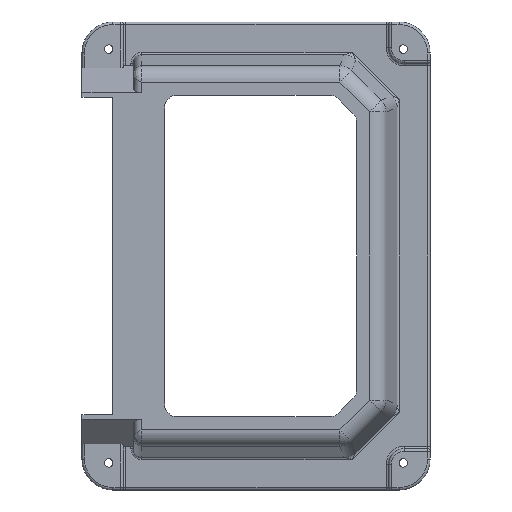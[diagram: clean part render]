
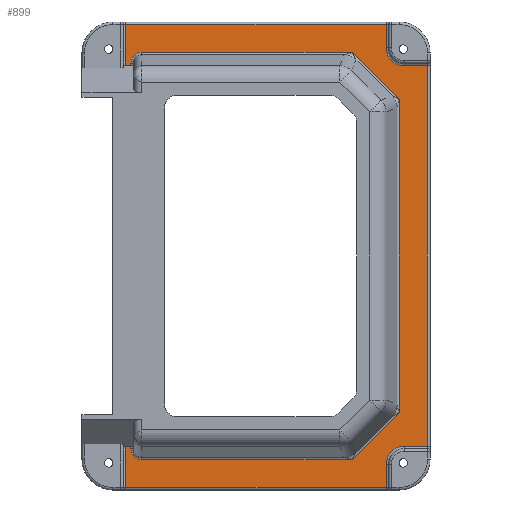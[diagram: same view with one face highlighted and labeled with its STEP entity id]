
A CAD part, left-side view. The second image highlights one B-rep face of the part: STEP entity #899.
In plain terms, the highlighted planar face has unit normal (-1, 0, 0).
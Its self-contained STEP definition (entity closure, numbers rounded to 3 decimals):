
#899=ADVANCED_FACE('',(#3014),#3016,.F.);
#3014=FACE_BOUND('',#3015,.T.);
#3015=EDGE_LOOP('',(#9838,#9839,#9840,#9841,#9842,#9843,#9844,#9845,#9846,#9847,
#9848,#9849,#9850,#9851,#9852,#9853,#9854,#9855,#9856,#9857,#9858,#9859));
#3016=PLANE('',#3017);
#3017=AXIS2_PLACEMENT_3D('',#3018,#3019,#3020);
#3018=CARTESIAN_POINT('',(21.4,47.5,94.941));
#3019=DIRECTION('',(1.,0.,0.));
#3020=DIRECTION('',(0.,0.,-1.));
#9838=ORIENTED_EDGE('',*,*,#10913,.F.);
#9839=ORIENTED_EDGE('',*,*,#10835,.F.);
#9840=ORIENTED_EDGE('',*,*,#10832,.F.);
#9841=ORIENTED_EDGE('',*,*,#10828,.F.);
#9842=ORIENTED_EDGE('',*,*,#10914,.F.);
#9843=ORIENTED_EDGE('',*,*,#10868,.F.);
#9844=ORIENTED_EDGE('',*,*,#10865,.F.);
#9845=ORIENTED_EDGE('',*,*,#10862,.F.);
#9846=ORIENTED_EDGE('',*,*,#10915,.F.);
#9847=ORIENTED_EDGE('',*,*,#10870,.F.);
#9848=ORIENTED_EDGE('',*,*,#10694,.F.);
#9849=ORIENTED_EDGE('',*,*,#10911,.F.);
#9850=ORIENTED_EDGE('',*,*,#10916,.F.);
#9851=ORIENTED_EDGE('',*,*,#10917,.T.);
#9852=ORIENTED_EDGE('',*,*,#10918,.T.);
#9853=ORIENTED_EDGE('',*,*,#10919,.T.);
#9854=ORIENTED_EDGE('',*,*,#10920,.T.);
#9855=ORIENTED_EDGE('',*,*,#10921,.T.);
#9856=ORIENTED_EDGE('',*,*,#10922,.F.);
#9857=ORIENTED_EDGE('',*,*,#10923,.F.);
#9858=ORIENTED_EDGE('',*,*,#10707,.T.);
#9859=ORIENTED_EDGE('',*,*,#10924,.F.);
#10694=EDGE_CURVE('',#11415,#11417,#11418,.T.);
#10707=EDGE_CURVE('',#11438,#11436,#11439,.T.);
#10828=EDGE_CURVE('',#11639,#11640,#11641,.F.);
#10832=EDGE_CURVE('',#11640,#11645,#11646,.T.);
#10835=EDGE_CURVE('',#11645,#11648,#11650,.F.);
#10862=EDGE_CURVE('',#11689,#11690,#11691,.F.);
#10865=EDGE_CURVE('',#11690,#11694,#11695,.T.);
#10868=EDGE_CURVE('',#11694,#11697,#11699,.F.);
#10870=EDGE_CURVE('',#11417,#11701,#11702,.F.);
#10911=EDGE_CURVE('',#11775,#11415,#11776,.T.);
#10913=EDGE_CURVE('',#11648,#11778,#11779,.T.);
#10914=EDGE_CURVE('',#11697,#11639,#11780,.T.);
#10915=EDGE_CURVE('',#11701,#11689,#11781,.T.);
#10916=EDGE_CURVE('',#11782,#11775,#11783,.F.);
#10917=EDGE_CURVE('',#11782,#11784,#11785,.T.);
#10918=EDGE_CURVE('',#11784,#11786,#11787,.T.);
#10919=EDGE_CURVE('',#11786,#11788,#11789,.T.);
#10920=EDGE_CURVE('',#11788,#11790,#11791,.T.);
#10921=EDGE_CURVE('',#11790,#11792,#11793,.T.);
#10922=EDGE_CURVE('',#11794,#11792,#11795,.T.);
#10923=EDGE_CURVE('',#11438,#11794,#11796,.T.);
#10924=EDGE_CURVE('',#11778,#11436,#11797,.F.);
#11415=VERTEX_POINT('',#12696);
#11417=VERTEX_POINT('',#12701);
#11418=LINE('',#12702,#12703);
#11436=VERTEX_POINT('',#12752);
#11438=VERTEX_POINT('',#12757);
#11439=LINE('',#12758,#12759);
#11639=VERTEX_POINT('',#13308);
#11640=VERTEX_POINT('',#13309);
#11641=LINE('',#13310,#13311);
#11645=VERTEX_POINT('',#13325);
#11646=CIRCLE('',#13326,7.);
#11648=VERTEX_POINT('',#13334);
#11650=LINE('',#13339,#13340);
#11689=VERTEX_POINT('',#13444);
#11690=VERTEX_POINT('',#13445);
#11691=LINE('',#13446,#13447);
#11694=VERTEX_POINT('',#13457);
#11695=CIRCLE('',#13458,7.);
#11697=VERTEX_POINT('',#13466);
#11699=LINE('',#13471,#13472);
#11701=VERTEX_POINT('',#13478);
#11702=LINE('',#13479,#13480);
#11775=VERTEX_POINT('',#13657);
#11776=LINE('',#13658,#13659);
#11778=VERTEX_POINT('',#13665);
#11779=LINE('',#13666,#13667);
#11780=LINE('',#13669,#13670);
#11781=LINE('',#13672,#13673);
#11782=VERTEX_POINT('',#13675);
#11783=(BOUNDED_CURVE()B_SPLINE_CURVE(3,
(#13676,#13677,#13678,#13679),
.UNSPECIFIED.,.F.,.F.)B_SPLINE_CURVE_WITH_KNOTS((4,4),
(0.,1.),
.UNSPECIFIED.)CURVE()GEOMETRIC_REPRESENTATION_ITEM()RATIONAL_B_SPLINE_CURVE((1.,
0.805,0.805,1.))REPRESENTATION_ITEM(''));
#11784=VERTEX_POINT('',#13680);
#11785=LINE('',#13681,#13682);
#11786=VERTEX_POINT('',#13684);
#11787=LINE('',#13685,#13686);
#11788=VERTEX_POINT('',#13688);
#11789=LINE('',#13689,#13690);
#11790=VERTEX_POINT('',#13692);
#11791=LINE('',#13693,#13694);
#11792=VERTEX_POINT('',#13696);
#11793=LINE('',#13697,#13698);
#11794=VERTEX_POINT('',#13700);
#11795=(BOUNDED_CURVE()B_SPLINE_CURVE(3,
(#13701,#13702,#13703,#13704),
.UNSPECIFIED.,.F.,.F.)B_SPLINE_CURVE_WITH_KNOTS((4,4),
(0.,1.),
.UNSPECIFIED.)CURVE()GEOMETRIC_REPRESENTATION_ITEM()RATIONAL_B_SPLINE_CURVE((1.,
0.805,0.805,1.))REPRESENTATION_ITEM(''));
#11796=LINE('',#13705,#13706);
#11797=LINE('',#13708,#13709);
#12696=CARTESIAN_POINT('',(21.4,48.5,73.767));
#12701=CARTESIAN_POINT('',(21.4,50.5,73.767));
#12702=CARTESIAN_POINT('',(21.4,48.5,73.767));
#12703=VECTOR('',#12704,1.);
#12704=DIRECTION('',(0.,1.,0.));
#12752=CARTESIAN_POINT('',(21.4,50.5,-73.767));
#12757=CARTESIAN_POINT('',(21.4,48.5,-73.767));
#12758=CARTESIAN_POINT('',(21.4,48.5,-73.767));
#12759=VECTOR('',#12760,1.);
#12760=DIRECTION('',(0.,1.,0.));
#13308=CARTESIAN_POINT('',(21.4,-66.5,-73.75));
#13309=CARTESIAN_POINT('',(21.4,-57.5,-73.75));
#13310=CARTESIAN_POINT('',(21.4,-57.5,-73.75));
#13311=VECTOR('',#13312,1.);
#13312=DIRECTION('',(0.,-1.,0.));
#13325=CARTESIAN_POINT('',(21.4,-50.5,-80.75));
#13326=AXIS2_PLACEMENT_3D('',#13327,#13328,#13329);
#13327=CARTESIAN_POINT('',(21.4,-57.5,-80.75));
#13328=DIRECTION('',(-1.,0.,0.));
#13329=DIRECTION('',(0.,0.,1.));
#13334=CARTESIAN_POINT('',(21.4,-50.5,-89.75));
#13339=CARTESIAN_POINT('',(21.4,-50.5,-89.75));
#13340=VECTOR('',#13341,1.);
#13341=DIRECTION('',(0.,0.,1.));
#13444=CARTESIAN_POINT('',(21.4,-50.5,89.75));
#13445=CARTESIAN_POINT('',(21.4,-50.5,80.75));
#13446=CARTESIAN_POINT('',(21.4,-50.5,80.75));
#13447=VECTOR('',#13448,1.);
#13448=DIRECTION('',(0.,0.,1.));
#13457=CARTESIAN_POINT('',(21.4,-57.5,73.75));
#13458=AXIS2_PLACEMENT_3D('',#13459,#13460,#13461);
#13459=CARTESIAN_POINT('',(21.4,-57.5,80.75));
#13460=DIRECTION('',(-1.,0.,0.));
#13461=DIRECTION('',(0.,1.,0.));
#13466=CARTESIAN_POINT('',(21.4,-66.5,73.75));
#13471=CARTESIAN_POINT('',(21.4,-66.5,73.75));
#13472=VECTOR('',#13473,1.);
#13473=DIRECTION('',(0.,1.,0.));
#13478=CARTESIAN_POINT('',(21.4,50.5,89.75));
#13479=CARTESIAN_POINT('',(21.4,50.5,89.75));
#13480=VECTOR('',#13481,1.);
#13481=DIRECTION('',(0.,0.,-1.));
#13657=CARTESIAN_POINT('',(21.4,48.5,74.815));
#13658=CARTESIAN_POINT('',(21.4,48.5,74.815));
#13659=VECTOR('',#13660,1.);
#13660=DIRECTION('',(0.,0.,-1.));
#13665=CARTESIAN_POINT('',(21.4,50.5,-89.75));
#13666=CARTESIAN_POINT('',(21.4,-50.5,-89.75));
#13667=VECTOR('',#13668,1.);
#13668=DIRECTION('',(0.,1.,0.));
#13669=CARTESIAN_POINT('',(21.4,-66.5,73.75));
#13670=VECTOR('',#13671,1.);
#13671=DIRECTION('',(0.,0.,-1.));
#13672=CARTESIAN_POINT('',(21.4,50.5,89.75));
#13673=VECTOR('',#13674,1.);
#13674=DIRECTION('',(0.,-1.,0.));
#13675=CARTESIAN_POINT('',(21.4,44.5,78.957));
#13676=CARTESIAN_POINT('',(21.4,48.5,74.815));
#13677=CARTESIAN_POINT('',(21.4,48.5,77.241));
#13678=CARTESIAN_POINT('',(21.4,46.843,78.957));
#13679=CARTESIAN_POINT('',(21.4,44.5,78.957));
#13680=CARTESIAN_POINT('',(21.4,-37.314,78.957));
#13681=CARTESIAN_POINT('',(21.4,44.5,78.957));
#13682=VECTOR('',#13683,1.);
#13683=DIRECTION('',(0.,-1.,0.));
#13684=CARTESIAN_POINT('',(21.4,-55.607,60.664));
#13685=CARTESIAN_POINT('',(21.4,-37.314,78.957));
#13686=VECTOR('',#13687,1.);
#13687=DIRECTION('',(0.,-0.707,-0.707));
#13688=CARTESIAN_POINT('',(21.4,-55.607,-60.664));
#13689=CARTESIAN_POINT('',(21.4,-55.607,60.664));
#13690=VECTOR('',#13691,1.);
#13691=DIRECTION('',(0.,0.,-1.));
#13692=CARTESIAN_POINT('',(21.4,-37.314,-78.957));
#13693=CARTESIAN_POINT('',(21.4,-55.607,-60.664));
#13694=VECTOR('',#13695,1.);
#13695=DIRECTION('',(0.,0.707,-0.707));
#13696=CARTESIAN_POINT('',(21.4,44.5,-78.957));
#13697=CARTESIAN_POINT('',(21.4,-37.314,-78.957));
#13698=VECTOR('',#13699,1.);
#13699=DIRECTION('',(0.,1.,0.));
#13700=CARTESIAN_POINT('',(21.4,48.5,-74.815));
#13701=CARTESIAN_POINT('',(21.4,48.5,-74.815));
#13702=CARTESIAN_POINT('',(21.4,48.5,-77.241));
#13703=CARTESIAN_POINT('',(21.4,46.843,-78.957));
#13704=CARTESIAN_POINT('',(21.4,44.5,-78.957));
#13705=CARTESIAN_POINT('',(21.4,48.5,-73.767));
#13706=VECTOR('',#13707,1.);
#13707=DIRECTION('',(0.,0.,-1.));
#13708=CARTESIAN_POINT('',(21.4,50.5,-73.767));
#13709=VECTOR('',#13710,1.);
#13710=DIRECTION('',(0.,0.,-1.));
